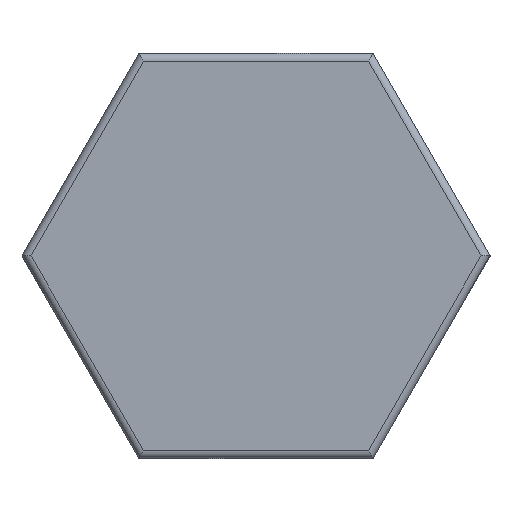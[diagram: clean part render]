
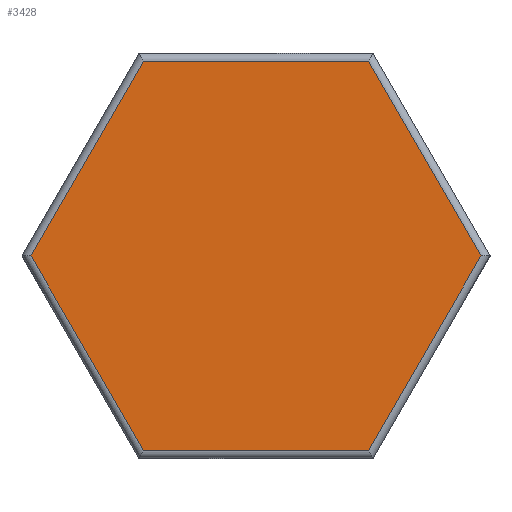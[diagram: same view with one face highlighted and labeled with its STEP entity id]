
A CAD part, top view. The second image highlights one B-rep face of the part: STEP entity #3428.
In plain terms, the highlighted planar face has unit normal (0, 0, 1).
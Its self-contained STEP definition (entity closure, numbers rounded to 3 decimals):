
#24=PLANE('',#3642);
#217=FACE_OUTER_BOUND('',#403,.T.);
#403=EDGE_LOOP('',(#2726,#2727,#2728,#2729,#2730,#2731));
#921=LINE('',#12132,#1111);
#922=LINE('',#12137,#1112);
#923=LINE('',#12141,#1113);
#924=LINE('',#12145,#1114);
#927=LINE('',#12153,#1117);
#929=LINE('',#12157,#1119);
#1111=VECTOR('',#4189,10.);
#1112=VECTOR('',#4196,10.);
#1113=VECTOR('',#4201,10.);
#1114=VECTOR('',#4206,10.);
#1117=VECTOR('',#4213,10.);
#1119=VECTOR('',#4219,10.);
#1464=VERTEX_POINT('',#12130);
#1465=VERTEX_POINT('',#12131);
#1466=VERTEX_POINT('',#12136);
#1467=VERTEX_POINT('',#12140);
#1468=VERTEX_POINT('',#12144);
#1471=VERTEX_POINT('',#12152);
#1984=EDGE_CURVE('',#1464,#1465,#921,.T.);
#1987=EDGE_CURVE('',#1465,#1466,#922,.T.);
#1989=EDGE_CURVE('',#1466,#1467,#923,.T.);
#1991=EDGE_CURVE('',#1467,#1468,#924,.T.);
#1995=EDGE_CURVE('',#1468,#1471,#927,.T.);
#1998=EDGE_CURVE('',#1471,#1464,#929,.T.);
#2726=ORIENTED_EDGE('',*,*,#1984,.F.);
#2727=ORIENTED_EDGE('',*,*,#1998,.F.);
#2728=ORIENTED_EDGE('',*,*,#1995,.F.);
#2729=ORIENTED_EDGE('',*,*,#1991,.F.);
#2730=ORIENTED_EDGE('',*,*,#1989,.F.);
#2731=ORIENTED_EDGE('',*,*,#1987,.F.);
#3428=ADVANCED_FACE('',(#217),#24,.T.);
#3642=AXIS2_PLACEMENT_3D('',#12162,#4226,#4227);
#4189=DIRECTION('',(1.,0.,0.));
#4196=DIRECTION('',(0.5,-0.866,0.));
#4201=DIRECTION('',(-0.5,-0.866,0.));
#4206=DIRECTION('',(-1.,0.,0.));
#4213=DIRECTION('',(-0.5,0.866,0.));
#4219=DIRECTION('',(0.5,0.866,0.));
#4226=DIRECTION('center_axis',(0.,0.,1.));
#4227=DIRECTION('ref_axis',(1.,0.,0.));
#12130=CARTESIAN_POINT('',(-7.217,12.5,210.));
#12131=CARTESIAN_POINT('',(7.217,12.5,210.));
#12132=CARTESIAN_POINT('',(3.753,12.5,210.));
#12136=CARTESIAN_POINT('',(14.434,0.,210.));
#12137=CARTESIAN_POINT('',(12.702,3.,210.));
#12140=CARTESIAN_POINT('',(7.217,-12.5,210.));
#12141=CARTESIAN_POINT('',(8.949,-9.5,210.));
#12144=CARTESIAN_POINT('',(-7.217,-12.5,210.));
#12145=CARTESIAN_POINT('',(-3.753,-12.5,210.));
#12152=CARTESIAN_POINT('',(-14.434,0.,210.));
#12153=CARTESIAN_POINT('',(-12.702,-3.,210.));
#12157=CARTESIAN_POINT('',(-8.949,9.5,210.));
#12162=CARTESIAN_POINT('Origin',(0.,0.,
210.));
